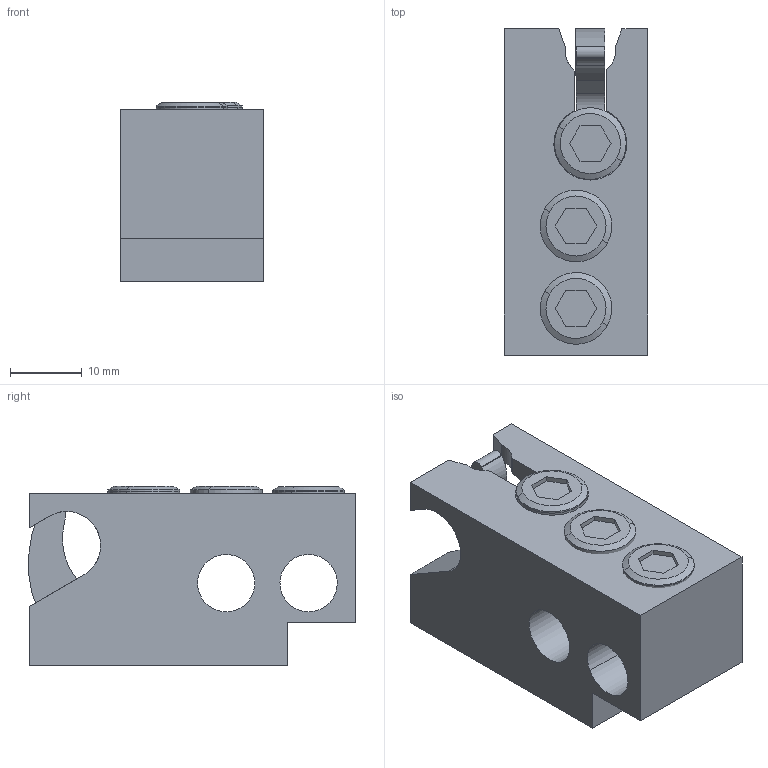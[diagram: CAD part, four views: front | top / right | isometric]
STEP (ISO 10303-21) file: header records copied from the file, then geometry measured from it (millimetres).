
FILE_DESCRIPTION(('CATIA V5R22 STEP214','CAx-IF Rec.Pracs.--- Model Styling and Organization---1.4--- 2014-01-23'),'2;1');
FILE_NAME ('015877-2_0', '2021-06-22T06:12:24+00:00', ('Weidmueller Interface'), ('Weidmueller'), 'CATIA Version 5-6 Release 2016 SP3 HF44', 'CATIA V5 STEP AP214', 'none');
FILE_SCHEMA(('AUTOMOTIVE_DESIGN { 1 0 10303 214 1 1 1 1 }'));
Length unit declared in the file: millimetre
Products named in the file (1): 1547490000
Bounding box: 20 x 45.53 x 24.99 mm (x, y, z)
Volume: 16683.6 mm3; surface area: 7512.3 mm2
Topology: 5 solids, 6 shells, 124 faces, 310 edges, 200 vertices
Faces by surface type: plane 65, cylinder 43, cone 16
Entity records: 3460 total; most frequent: CARTESIAN_POINT 639, ORIENTED_EDGE 616, DIRECTION 470, EDGE_CURVE 308, VECTOR 200, LINE 200, VERTEX_POINT 200, AXIS2_PLACEMENT_3D 185
